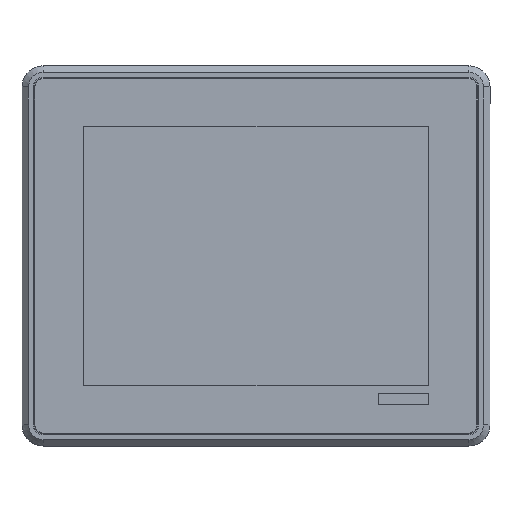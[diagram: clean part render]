
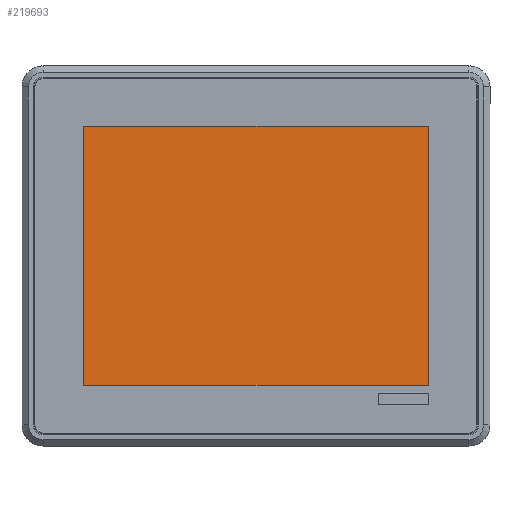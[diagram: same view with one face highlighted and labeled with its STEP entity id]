
A CAD part, top view. The second image highlights one B-rep face of the part: STEP entity #219693.
In plain terms, the highlighted planar face has unit normal (0, 0, 1).
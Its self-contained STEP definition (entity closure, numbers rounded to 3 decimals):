
#219654=CARTESIAN_POINT('',(0.,0.,3.001));
#219655=DIRECTION('',(0.0,0.0,1.0));
#219656=DIRECTION('',(-1.0,0.0,0.0));
#219657=AXIS2_PLACEMENT_3D('',#219654,#219655,#219656);
#219658=PLANE('',#219657);
#219659=CARTESIAN_POINT('',(106.1,79.7,3.001));
#219660=VERTEX_POINT('',#219659);
#219661=CARTESIAN_POINT('',(106.1,-79.7,3.001));
#219662=VERTEX_POINT('',#219661);
#219663=CARTESIAN_POINT('',(106.1,79.7,3.001));
#219664=DIRECTION('',(0.0,-1.0,0.0));
#219665=VECTOR('',#219664,159.4);
#219666=LINE('',#219663,#219665);
#219667=EDGE_CURVE('',#219660,#219662,#219666,.T.);
#219668=ORIENTED_EDGE('',*,*,#219667,.F.);
#219669=CARTESIAN_POINT('',(-106.1,79.7,3.001));
#219670=VERTEX_POINT('',#219669);
#219671=CARTESIAN_POINT('',(-106.1,79.7,3.001));
#219672=DIRECTION('',(1.0,0.0,0.0));
#219673=VECTOR('',#219672,212.2);
#219674=LINE('',#219671,#219673);
#219675=EDGE_CURVE('',#219670,#219660,#219674,.T.);
#219676=ORIENTED_EDGE('',*,*,#219675,.F.);
#219677=CARTESIAN_POINT('',(-106.1,-79.7,3.001));
#219678=VERTEX_POINT('',#219677);
#219679=CARTESIAN_POINT('',(-106.1,-79.7,3.001));
#219680=DIRECTION('',(0.0,1.0,0.0));
#219681=VECTOR('',#219680,159.4);
#219682=LINE('',#219679,#219681);
#219683=EDGE_CURVE('',#219678,#219670,#219682,.T.);
#219684=ORIENTED_EDGE('',*,*,#219683,.F.);
#219685=CARTESIAN_POINT('',(106.1,-79.7,3.001));
#219686=DIRECTION('',(-1.0,0.0,0.0));
#219687=VECTOR('',#219686,212.2);
#219688=LINE('',#219685,#219687);
#219689=EDGE_CURVE('',#219662,#219678,#219688,.T.);
#219690=ORIENTED_EDGE('',*,*,#219689,.F.);
#219691=EDGE_LOOP('',(#219668,#219676,#219684,#219690));
#219692=FACE_OUTER_BOUND('',#219691,.T.);
#219693=ADVANCED_FACE('',(#219692),#219658,.T.);
